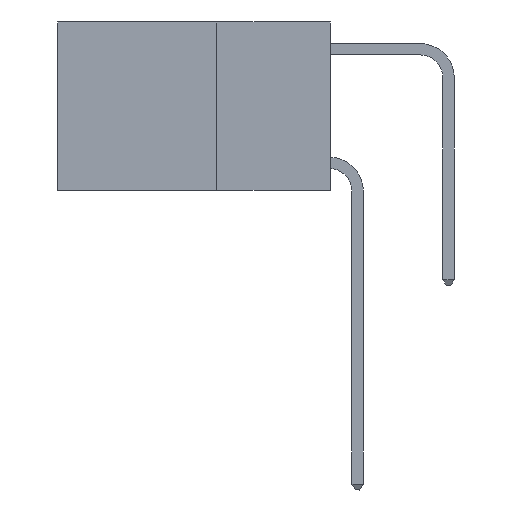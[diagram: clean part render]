
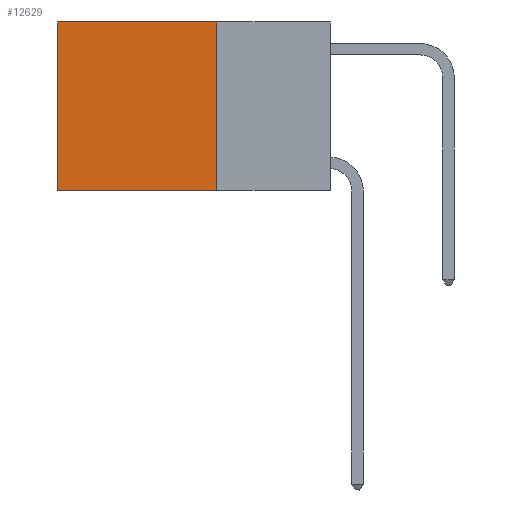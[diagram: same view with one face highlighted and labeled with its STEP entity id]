
A CAD part, left-side view. The second image highlights one B-rep face of the part: STEP entity #12629.
In plain terms, the highlighted planar face has unit normal (-1, 0, 0).
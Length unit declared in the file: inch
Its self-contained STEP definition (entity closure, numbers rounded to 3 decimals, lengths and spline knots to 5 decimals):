
#1599 = EDGE_CURVE ( 'NONE', #20874, #8592, #19476, .T. ) ;
#2101 = VECTOR ( 'NONE', #21915, 39.37008 ) ;
#2488 = VERTEX_POINT ( 'NONE', #15531 ) ;
#2770 = LINE ( 'NONE', #19033, #16496 ) ;
#2990 = EDGE_CURVE ( 'NONE', #3109, #8592, #11129, .T. ) ;
#3109 = VERTEX_POINT ( 'NONE', #13477 ) ;
#3120 = CARTESIAN_POINT ( 'NONE',  ( 0.2625, 0.6, 0. ) ) ;
#3489 = CARTESIAN_POINT ( 'NONE',  ( 0.2625, 0.6, -0.37 ) ) ;
#5277 = VECTOR ( 'NONE', #16779, 39.37008 ) ;
#6215 = ORIENTED_EDGE ( 'NONE', *, *, #2990, .F. ) ;
#6508 = EDGE_CURVE ( 'NONE', #2488, #3109, #20371, .T. ) ;
#6734 = EDGE_LOOP ( 'NONE', ( #15720, #6215, #15287, #9706 ) ) ;
#7350 = PLANE ( 'NONE',  #16616 ) ;
#7437 = CARTESIAN_POINT ( 'NONE',  ( 0.2625, 0.25, 0. ) ) ;
#7889 = FACE_OUTER_BOUND ( 'NONE', #6734, .T. ) ;
#8386 = DIRECTION ( 'NONE',  ( 0., 1., 0. ) ) ;
#8592 = VERTEX_POINT ( 'NONE', #3489 ) ;
#9227 = DIRECTION ( 'NONE',  ( 0., 0., -1. ) ) ;
#9292 = CARTESIAN_POINT ( 'NONE',  ( 0.2625, 0.6, 0. ) ) ;
#9555 = CARTESIAN_POINT ( 'NONE',  ( 0.2625, 0.25, -0.37 ) ) ;
#9706 = ORIENTED_EDGE ( 'NONE', *, *, #18980, .T. ) ;
#11129 = LINE ( 'NONE', #9555, #2101 ) ;
#12629 = ADVANCED_FACE ( 'NONE', ( #7889 ), #7350, .F. ) ;
#13477 = CARTESIAN_POINT ( 'NONE',  ( 0.2625, 0.25, -0.37 ) ) ;
#13690 = CARTESIAN_POINT ( 'NONE',  ( 0.2625, 0.25, 0. ) ) ;
#15287 = ORIENTED_EDGE ( 'NONE', *, *, #6508, .F. ) ;
#15531 = CARTESIAN_POINT ( 'NONE',  ( 0.2625, 0.25, 0. ) ) ;
#15720 = ORIENTED_EDGE ( 'NONE', *, *, #1599, .T. ) ;
#16496 = VECTOR ( 'NONE', #8386, 39.37008 ) ;
#16616 = AXIS2_PLACEMENT_3D ( 'NONE', #7437, #19833, #9227 ) ;
#16779 = DIRECTION ( 'NONE',  ( 0., 0., -1. ) ) ;
#18980 = EDGE_CURVE ( 'NONE', #2488, #20874, #2770, .T. ) ;
#19033 = CARTESIAN_POINT ( 'NONE',  ( 0.2625, 0.25, 0. ) ) ;
#19476 = LINE ( 'NONE', #9292, #5277 ) ;
#19817 = VECTOR ( 'NONE', #20684, 39.37008 ) ;
#19833 = DIRECTION ( 'NONE',  ( 1., 0., 0. ) ) ;
#20371 = LINE ( 'NONE', #13690, #19817 ) ;
#20684 = DIRECTION ( 'NONE',  ( 0., 0., -1. ) ) ;
#20874 = VERTEX_POINT ( 'NONE', #3120 ) ;
#21915 = DIRECTION ( 'NONE',  ( 0., 1., 0. ) ) ;
